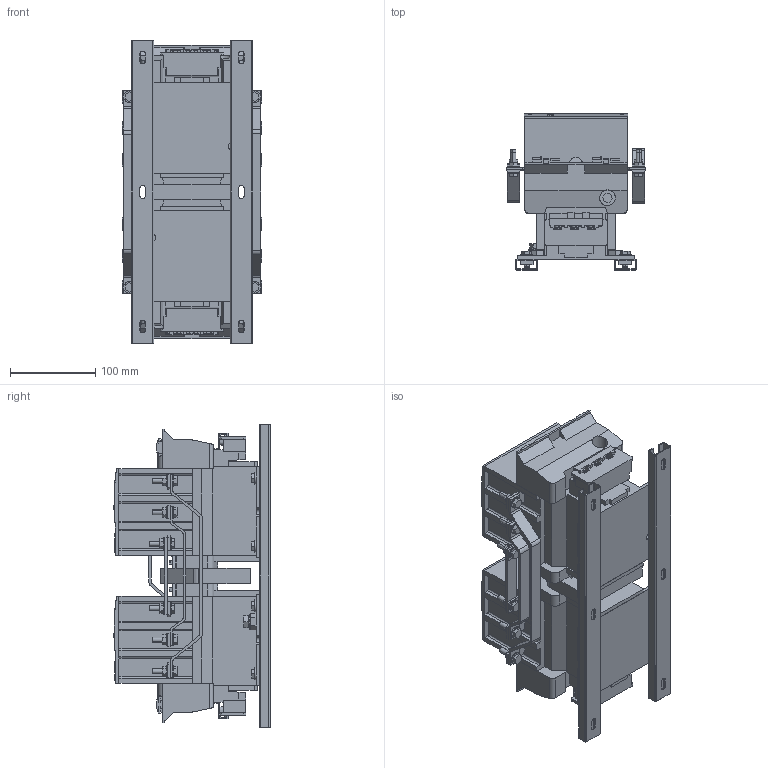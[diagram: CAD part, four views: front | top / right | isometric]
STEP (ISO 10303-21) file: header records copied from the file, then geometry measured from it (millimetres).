
FILE_DESCRIPTION (( 'STEP AP214' ), '1' );
FILE_NAME ('KKT53-115-230-10 Êîíòàêòîð ÊÒÈ-51153 ðåâåðñ 115À 230Â_ÀÑ3 ÈÝÊ.STEP', '2017-12-25T07:37:13', ( '' ), ( '' ), 'SwSTEP 2.0', 'SolidWorks 2014', '' );
FILE_SCHEMA (( 'AUTOMOTIVE_DESIGN' ));
Products named in the file (1): KKT53-115-230-10 Êîíòàêòîð ÊÒÈ-51153 ðåâåðñ 115À  230Â_ÀÑ3  ÈÝÊ
Bounding box: 163.5 x 183.43 x 355 mm (x, y, z)
Volume: 4510432.8 mm3; surface area: 475631.3 mm2
Topology: 2 solids, 26 shells, 3076 faces, 8482 edges, 5550 vertices
Faces by surface type: plane 2108, cylinder 584, bspline 362, torus 18, cone 4
Entity records: 119183 total; most frequent: CARTESIAN_POINT 42285, ORIENTED_EDGE 16940, DIRECTION 14322, EDGE_CURVE 8470, VECTOR 6152, LINE 6152, VERTEX_POINT 5550, AXIS2_PLACEMENT_3D 4085
